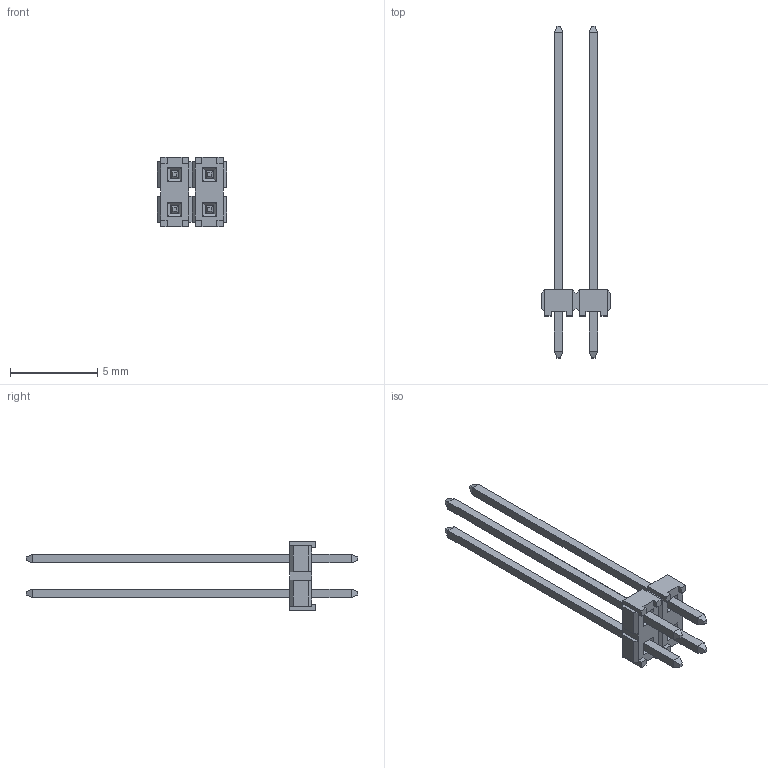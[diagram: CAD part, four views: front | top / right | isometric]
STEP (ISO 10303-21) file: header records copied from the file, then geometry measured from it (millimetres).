
FILE_DESCRIPTION (( 'STEP AP214' ), '1' );
FILE_NAME ('Samtec-MTMM-102-14-L-D-597.step', '2013-01-16T01:51:48', ( 'Windows User' ), ( '' ), 'SwSTEP 2.0', 'SolidWorks 2013', '' );
FILE_SCHEMA (( 'AUTOMOTIVE_DESIGN' ));
Length unit declared in the file: inch
Products named in the file (1): Samtec-MTMM-102-14-L-D-597
Bounding box: 4 x 19.08 x 4 mm (x, y, z)
Volume: 36.1 mm3; surface area: 198.5 mm2
Topology: 1 solids, 1 shells, 164 faces, 388 edges, 232 vertices
Faces by surface type: plane 164
Entity records: 5752 total; most frequent: CARTESIAN_POINT 785, ORIENTED_EDGE 776, DIRECTION 718, VECTOR 388, EDGE_CURVE 388, LINE 388, VERTEX_POINT 232, EDGE_LOOP 172
